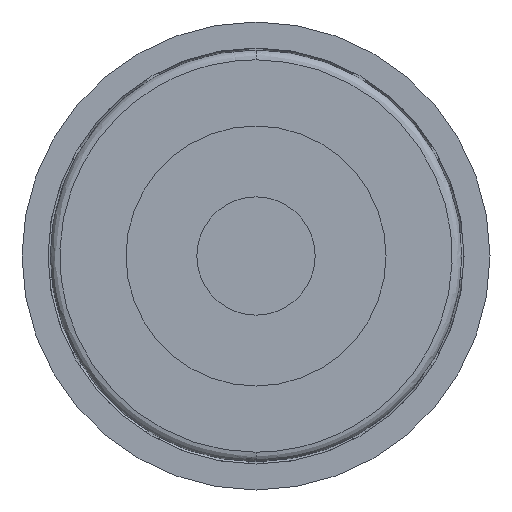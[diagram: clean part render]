
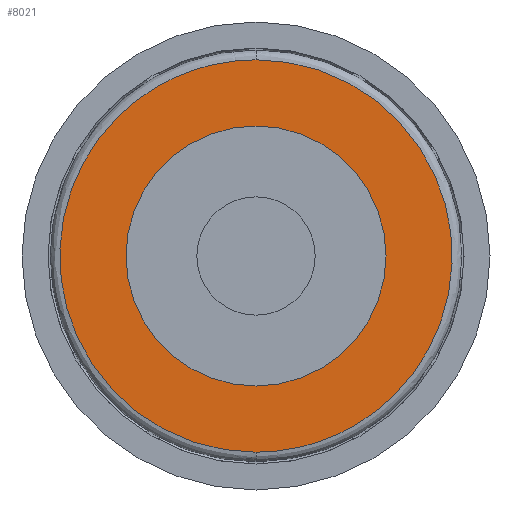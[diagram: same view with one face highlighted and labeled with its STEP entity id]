
A CAD part, front view. The second image highlights one B-rep face of the part: STEP entity #8021.
In plain terms, the highlighted planar face has unit normal (0, -1, 0).
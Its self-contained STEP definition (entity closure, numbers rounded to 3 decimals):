
#263 = DIRECTION ( 'NONE',  ( 0., 1., 0. ) ) ;
#644 = CARTESIAN_POINT ( 'NONE',  ( 83., -2., -41.5 ) ) ;
#691 = EDGE_CURVE ( 'NONE', #8836, #7317, #11224, .T. ) ;
#727 = CARTESIAN_POINT ( 'NONE',  ( -83., -2., -41.5 ) ) ;
#1966 = CARTESIAN_POINT ( 'NONE',  ( -83., -2., 41.5 ) ) ;
#2266 = CARTESIAN_POINT ( 'NONE',  ( 0., -2., 0. ) ) ;
#2756 = FACE_OUTER_BOUND ( 'NONE', #12244, .T. ) ;
#3239 = CARTESIAN_POINT ( 'NONE',  ( 27.5, -2., 0. ) ) ;
#3464 = CARTESIAN_POINT ( 'NONE',  ( 0., -2., -41.5 ) ) ;
#4187 = EDGE_CURVE ( 'NONE', #10721, #12453, #4932, .T. ) ;
#4209 = CARTESIAN_POINT ( 'NONE',  ( 0., -2., -41.5 ) ) ;
#4477 = DIRECTION ( 'NONE',  ( 0., 0., -1. ) ) ;
#4725 = DIRECTION ( 'NONE',  ( 0., 0., -1. ) ) ;
#4932 =( BOUNDED_CURVE ( )  B_SPLINE_CURVE ( 3, ( #10895, #7061, #644, #9396 ),
 .UNSPECIFIED., .F., .F. ) 
 B_SPLINE_CURVE_WITH_KNOTS ( ( 4, 4 ),
 ( 0., 1. ),
 .UNSPECIFIED. ) 
 CURVE ( )  GEOMETRIC_REPRESENTATION_ITEM ( )  RATIONAL_B_SPLINE_CURVE ( ( 1., 0.333, 0.333, 1. ) ) 
 REPRESENTATION_ITEM ( '' )  );
#5396 = AXIS2_PLACEMENT_3D ( 'NONE', #7598, #263, #8810 ) ;
#6028 = FACE_BOUND ( 'NONE', #9171, .T. ) ;
#6784 = ORIENTED_EDGE ( 'NONE', *, *, #9310, .F. ) ;
#7016 = ORIENTED_EDGE ( 'NONE', *, *, #691, .T. ) ;
#7061 = CARTESIAN_POINT ( 'NONE',  ( 83., -2., 41.5 ) ) ;
#7317 = VERTEX_POINT ( 'NONE', #15912 ) ;
#7598 = CARTESIAN_POINT ( 'NONE',  ( 0., -2., 0. ) ) ;
#8021 = ADVANCED_FACE ( 'NONE', ( #6028, #2756 ), #14224, .T. ) ;
#8810 = DIRECTION ( 'NONE',  ( 0., 0., -1. ) ) ;
#8836 = VERTEX_POINT ( 'NONE', #11555 ) ;
#9171 = EDGE_LOOP ( 'NONE', ( #14635, #7016 ) ) ;
#9310 = EDGE_CURVE ( 'NONE', #12453, #10721, #10872, .T. ) ;
#9396 = CARTESIAN_POINT ( 'NONE',  ( 0., -2., -41.5 ) ) ;
#10499 = CARTESIAN_POINT ( 'NONE',  ( 0., -2., 41.5 ) ) ;
#10721 = VERTEX_POINT ( 'NONE', #11586 ) ;
#10872 =( BOUNDED_CURVE ( )  B_SPLINE_CURVE ( 3, ( #4209, #727, #1966, #10499 ),
 .UNSPECIFIED., .F., .F. ) 
 B_SPLINE_CURVE_WITH_KNOTS ( ( 4, 4 ),
 ( 0., 1. ),
 .UNSPECIFIED. ) 
 CURVE ( )  GEOMETRIC_REPRESENTATION_ITEM ( )  RATIONAL_B_SPLINE_CURVE ( ( 1., 0.333, 0.333, 1. ) ) 
 REPRESENTATION_ITEM ( '' )  );
#10895 = CARTESIAN_POINT ( 'NONE',  ( 0., -2., 41.5 ) ) ;
#11224 = CIRCLE ( 'NONE', #15550, 27.5 ) ;
#11555 = CARTESIAN_POINT ( 'NONE',  ( 0., -2., 27.5 ) ) ;
#11570 = AXIS2_PLACEMENT_3D ( 'NONE', #3239, #11809, #4477 ) ;
#11586 = CARTESIAN_POINT ( 'NONE',  ( 0., -2., 41.5 ) ) ;
#11809 = DIRECTION ( 'NONE',  ( 0., -1., 0. ) ) ;
#12091 = EDGE_CURVE ( 'NONE', #7317, #8836, #12981, .T. ) ;
#12244 = EDGE_LOOP ( 'NONE', ( #14568, #6784 ) ) ;
#12453 = VERTEX_POINT ( 'NONE', #3464 ) ;
#12981 = CIRCLE ( 'NONE', #5396, 27.5 ) ;
#13288 = DIRECTION ( 'NONE',  ( 0., 1., 0. ) ) ;
#14224 = PLANE ( 'NONE',  #11570 ) ;
#14568 = ORIENTED_EDGE ( 'NONE', *, *, #4187, .F. ) ;
#14635 = ORIENTED_EDGE ( 'NONE', *, *, #12091, .T. ) ;
#15550 = AXIS2_PLACEMENT_3D ( 'NONE', #2266, #13288, #4725 ) ;
#15912 = CARTESIAN_POINT ( 'NONE',  ( 0., -2., -27.5 ) ) ;
